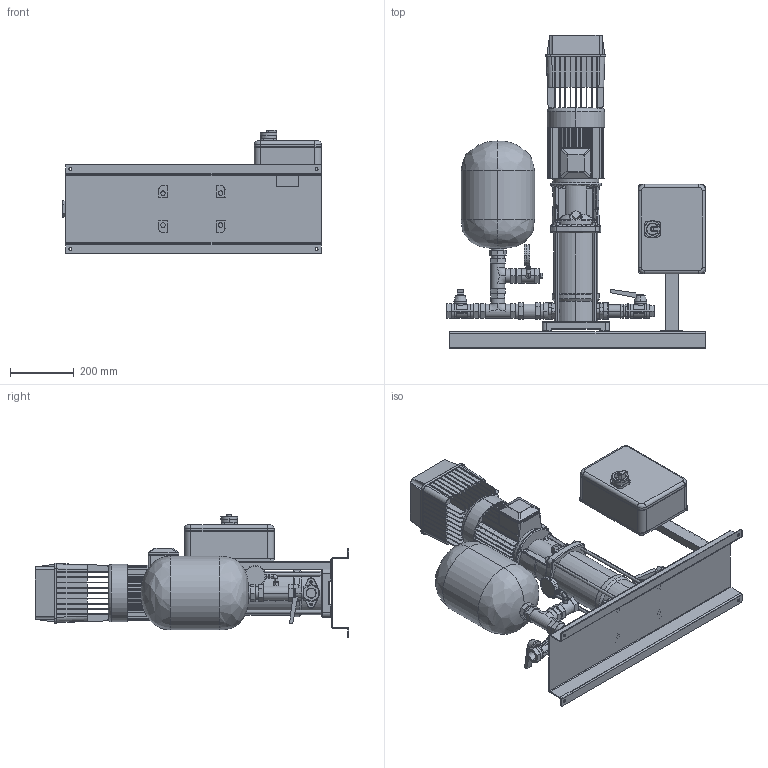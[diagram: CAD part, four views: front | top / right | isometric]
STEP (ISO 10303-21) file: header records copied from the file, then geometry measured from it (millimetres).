
FILE_DESCRIPTION (( 'STEP AP214' ), '1' );
FILE_NAME ('1SBI_5-15_TE_ZB00050559.STEP', '2022-02-04T07:44:54', ( '' ), ( '' ), 'SwSTEP 2.0', 'SolidWorks 2020', '' );
FILE_SCHEMA (( 'AUTOMOTIVE_DESIGN' ));
Length unit declared in the file: mil
Products named in the file (1): 1SBI_5-15_TE_ZB00050559
Bounding box: 809 x 981 x 387 mm (x, y, z)
Volume: 36419651.3 mm3; surface area: 2842630.3 mm2
Topology: 29 solids, 29 shells, 1716 faces, 4430 edges, 2806 vertices
Faces by surface type: plane 799, cylinder 547, bspline 194, torus 107, cone 50, sphere 19
Entity records: 73089 total; most frequent: CARTESIAN_POINT 32001, ORIENTED_EDGE 8790, DIRECTION 7928, EDGE_CURVE 4395, VERTEX_POINT 2804, AXIS2_PLACEMENT_3D 2794, VECTOR 2340, LINE 2340
